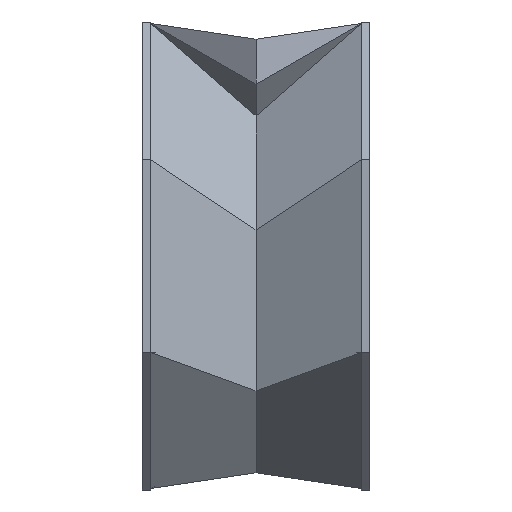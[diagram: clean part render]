
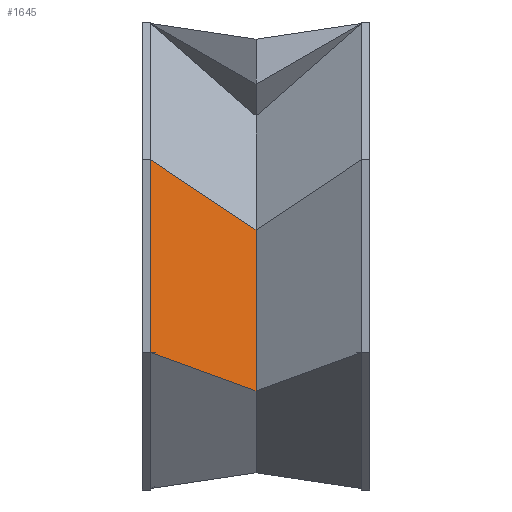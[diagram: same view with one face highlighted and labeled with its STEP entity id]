
A CAD part, left-side view. The second image highlights one B-rep face of the part: STEP entity #1645.
In plain terms, the highlighted planar face has unit normal (-0.866, -0.5, 0).
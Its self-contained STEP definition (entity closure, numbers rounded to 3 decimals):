
#93=FACE_OUTER_BOUND('',#197,.T.);
#197=EDGE_LOOP('',(#1380,#1381,#1382,#1383));
#283=LINE('',#2345,#507);
#412=LINE('',#2605,#636);
#413=LINE('',#2607,#637);
#414=LINE('',#2608,#638);
#507=VECTOR('',#1892,10.);
#636=VECTOR('',#2135,10.);
#637=VECTOR('',#2136,10.);
#638=VECTOR('',#2137,10.);
#715=VERTEX_POINT('',#2342);
#716=VERTEX_POINT('',#2344);
#790=VERTEX_POINT('',#2604);
#791=VERTEX_POINT('',#2606);
#859=EDGE_CURVE('',#715,#716,#283,.T.);
#988=EDGE_CURVE('',#790,#715,#412,.T.);
#989=EDGE_CURVE('',#790,#791,#413,.T.);
#990=EDGE_CURVE('',#716,#791,#414,.T.);
#1380=ORIENTED_EDGE('',*,*,#988,.F.);
#1381=ORIENTED_EDGE('',*,*,#989,.T.);
#1382=ORIENTED_EDGE('',*,*,#990,.F.);
#1383=ORIENTED_EDGE('',*,*,#859,.F.);
#1545=PLANE('',#1768);
#1645=ADVANCED_FACE('',(#93),#1545,.T.);
#1768=AXIS2_PLACEMENT_3D('',#2603,#2133,#2134);
#1892=DIRECTION('',(0.,0.,1.));
#2133=DIRECTION('center_axis',(-0.866,-0.5,0.));
#2134=DIRECTION('ref_axis',(0.,0.,-1.));
#2135=DIRECTION('',(-0.477,0.826,0.302));
#2136=DIRECTION('',(0.,0.,1.));
#2137=DIRECTION('',(0.433,-0.75,-0.5));
#2342=CARTESIAN_POINT('',(-33.192,30.,-13.749));
#2344=CARTESIAN_POINT('',(-33.192,30.,13.749));
#2345=CARTESIAN_POINT('',(-33.192,30.,-13.749));
#2603=CARTESIAN_POINT('Origin',(-28.862,22.5,-4.565));
#2604=CARTESIAN_POINT('',(-24.532,15.,-19.23));
#2605=CARTESIAN_POINT('',(-27.621,20.35,-17.275));
#2606=CARTESIAN_POINT('',(-24.532,15.,3.749));
#2607=CARTESIAN_POINT('',(-24.532,15.,-2.283));
#2608=CARTESIAN_POINT('',(-26.067,17.66,5.522));
